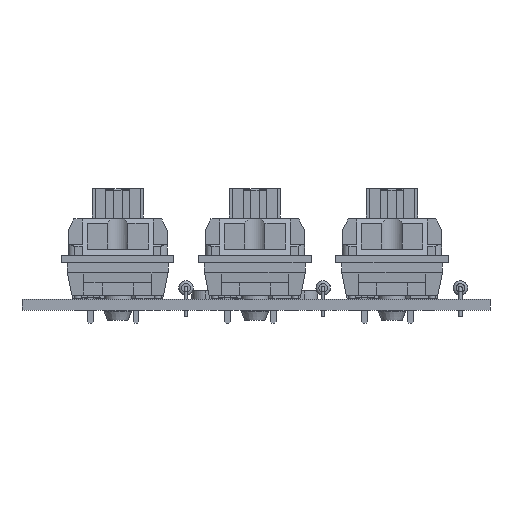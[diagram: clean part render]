
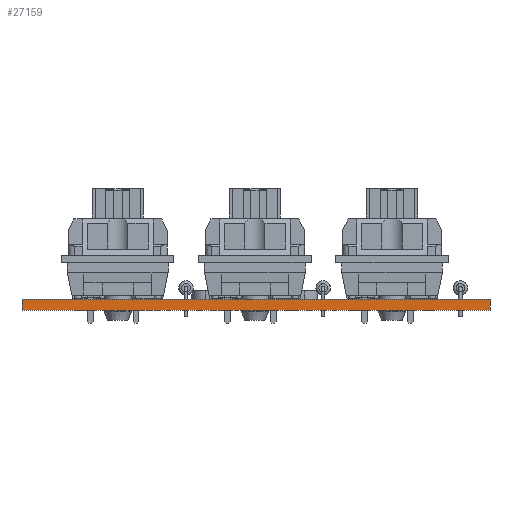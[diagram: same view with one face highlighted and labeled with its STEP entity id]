
A CAD part, front view. The second image highlights one B-rep face of the part: STEP entity #27159.
In plain terms, the highlighted planar face has unit normal (0, -1, 0).
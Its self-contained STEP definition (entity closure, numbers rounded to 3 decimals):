
#2590=FACE_OUTER_BOUND('',#4128,.T.);
#4128=EDGE_LOOP('',(#18288,#18289,#18290,#18291));
#5968=LINE('',#38086,#8872);
#5969=LINE('',#38088,#8873);
#5970=LINE('',#38090,#8874);
#5971=LINE('',#38091,#8875);
#8872=VECTOR('',#31019,1.);
#8873=VECTOR('',#31020,1.);
#8874=VECTOR('',#31021,1.);
#8875=VECTOR('',#31022,1.);
#11776=VERTEX_POINT('',#38084);
#11777=VERTEX_POINT('',#38085);
#11778=VERTEX_POINT('',#38087);
#11779=VERTEX_POINT('',#38089);
#14357=EDGE_CURVE('',#11776,#11777,#5968,.T.);
#14358=EDGE_CURVE('',#11777,#11778,#5969,.T.);
#14359=EDGE_CURVE('',#11779,#11778,#5970,.T.);
#14360=EDGE_CURVE('',#11776,#11779,#5971,.T.);
#18288=ORIENTED_EDGE('',*,*,#14357,.T.);
#18289=ORIENTED_EDGE('',*,*,#14358,.T.);
#18290=ORIENTED_EDGE('',*,*,#14359,.F.);
#18291=ORIENTED_EDGE('',*,*,#14360,.F.);
#26150=PLANE('',#28933);
#27159=ADVANCED_FACE('',(#2590),#26150,.T.);
#28933=AXIS2_PLACEMENT_3D('',#38083,#31017,#31018);
#31017=DIRECTION('center_axis',(0.,-1.,0.));
#31018=DIRECTION('ref_axis',(-1.,0.,0.));
#31019=DIRECTION('',(0.,0.,1.));
#31020=DIRECTION('',(-1.,0.,0.));
#31021=DIRECTION('',(0.,0.,1.));
#31022=DIRECTION('',(-1.,0.,0.));
#38083=CARTESIAN_POINT('Origin',(197.,-135.,0.));
#38084=CARTESIAN_POINT('',(197.,-135.,0.));
#38085=CARTESIAN_POINT('',(197.,-135.,1.51));
#38086=CARTESIAN_POINT('',(197.,-135.,0.));
#38087=CARTESIAN_POINT('',(132.,-135.,1.51));
#38088=CARTESIAN_POINT('',(197.,-135.,1.51));
#38089=CARTESIAN_POINT('',(132.,-135.,0.));
#38090=CARTESIAN_POINT('',(132.,-135.,0.));
#38091=CARTESIAN_POINT('',(197.,-135.,0.));
